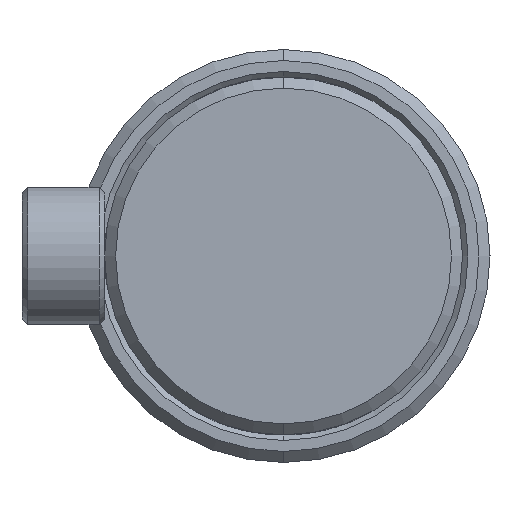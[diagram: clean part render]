
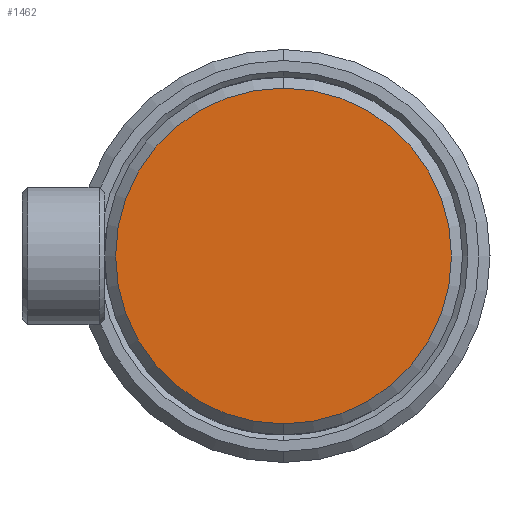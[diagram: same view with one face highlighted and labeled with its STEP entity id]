
A CAD part, left-side view. The second image highlights one B-rep face of the part: STEP entity #1462.
In plain terms, the highlighted planar face has unit normal (-1, 0, 0).
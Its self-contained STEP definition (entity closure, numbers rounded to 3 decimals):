
#7 = CARTESIAN_POINT ( 'NONE',  ( -53., 0., 0. ) ) ;
#269 = DIRECTION ( 'NONE',  ( -1., 0., 0. ) ) ;
#379 = EDGE_CURVE ( 'NONE', #934, #2625, #626, .T. ) ;
#497 = CIRCLE ( 'NONE', #2651, 30.5 ) ;
#508 = DIRECTION ( 'NONE',  ( -1., 0., 0. ) ) ;
#567 = EDGE_LOOP ( 'NONE', ( #757, #981 ) ) ;
#626 = CIRCLE ( 'NONE', #2057, 30.5 ) ;
#757 = ORIENTED_EDGE ( 'NONE', *, *, #379, .T. ) ;
#887 = CARTESIAN_POINT ( 'NONE',  ( -53., 0., -30.5 ) ) ;
#934 = VERTEX_POINT ( 'NONE', #887 ) ;
#981 = ORIENTED_EDGE ( 'NONE', *, *, #1976, .T. ) ;
#1137 = FACE_OUTER_BOUND ( 'NONE', #567, .T. ) ;
#1235 = DIRECTION ( 'NONE',  ( 0., 0., -1. ) ) ;
#1313 = CARTESIAN_POINT ( 'NONE',  ( -53., 0., 0. ) ) ;
#1462 = ADVANCED_FACE ( 'NONE', ( #1137 ), #1962, .F. ) ;
#1750 = CARTESIAN_POINT ( 'NONE',  ( -53., 32.5, 0. ) ) ;
#1962 = PLANE ( 'NONE',  #3088 ) ;
#1976 = EDGE_CURVE ( 'NONE', #2625, #934, #497, .T. ) ;
#1997 = DIRECTION ( 'NONE',  ( 0., 0., -1. ) ) ;
#2057 = AXIS2_PLACEMENT_3D ( 'NONE', #1313, #508, #1235 ) ;
#2379 = CARTESIAN_POINT ( 'NONE',  ( -53., 0., 30.5 ) ) ;
#2625 = VERTEX_POINT ( 'NONE', #2379 ) ;
#2651 = AXIS2_PLACEMENT_3D ( 'NONE', #7, #269, #3015 ) ;
#2654 = DIRECTION ( 'NONE',  ( 1., 0., 0. ) ) ;
#3015 = DIRECTION ( 'NONE',  ( 0., 0., -1. ) ) ;
#3088 = AXIS2_PLACEMENT_3D ( 'NONE', #1750, #2654, #1997 ) ;
